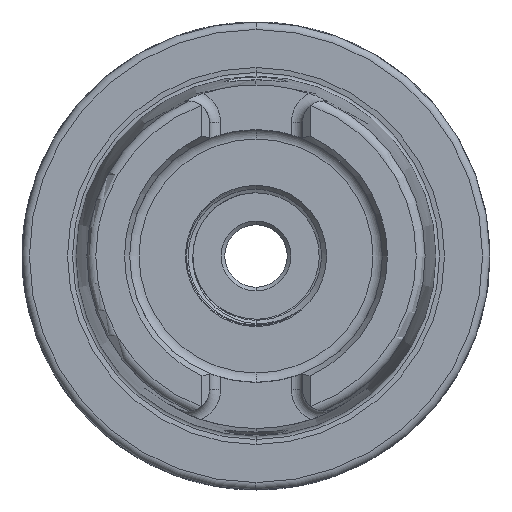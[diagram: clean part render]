
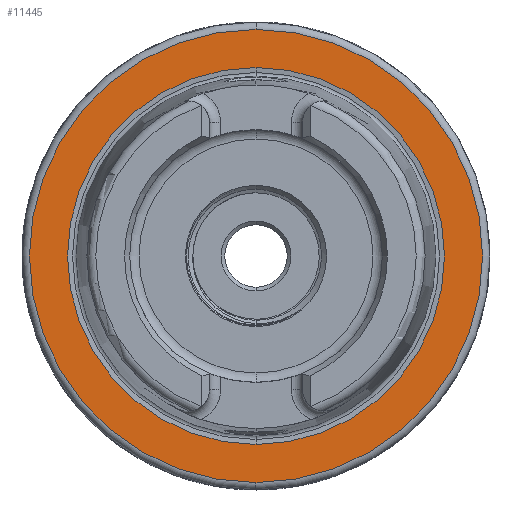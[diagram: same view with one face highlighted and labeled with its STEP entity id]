
A CAD part, left-side view. The second image highlights one B-rep face of the part: STEP entity #11445.
In plain terms, the highlighted planar face has unit normal (-1, 0, 0).
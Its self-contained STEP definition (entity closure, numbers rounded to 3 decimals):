
#1482 = CARTESIAN_POINT ( 'NONE',  ( 0., 0., 0. ) ) ;
#1487 = DIRECTION ( 'NONE',  ( 0., 0., -1. ) ) ;
#1497 = DIRECTION ( 'NONE',  ( 1., 0., 0. ) ) ;
#2522 = CIRCLE ( 'NONE', #13779, 30.5 ) ;
#2660 = CIRCLE ( 'NONE', #13812, 25.369 ) ;
#2728 = CIRCLE ( 'NONE', #13822, 30.5 ) ;
#4485 = DIRECTION ( 'NONE',  ( 1., 0., 0. ) ) ;
#4488 = DIRECTION ( 'NONE',  ( 0., 0., -1. ) ) ;
#4526 = CARTESIAN_POINT ( 'NONE',  ( 0., 0., 0. ) ) ;
#4976 = VERTEX_POINT ( 'NONE', #11564 ) ;
#4989 = VERTEX_POINT ( 'NONE', #11596 ) ;
#5015 = VERTEX_POINT ( 'NONE', #11583 ) ;
#5019 = VERTEX_POINT ( 'NONE', #11565 ) ;
#5650 = FACE_OUTER_BOUND ( 'NONE', #16171, .T. ) ;
#5657 = FACE_BOUND ( 'NONE', #16167, .T. ) ;
#5788 = CIRCLE ( 'NONE', #13660, 25.369 ) ;
#6702 = DIRECTION ( 'NONE',  ( 0., 0., 1. ) ) ;
#6727 = CARTESIAN_POINT ( 'NONE',  ( 0., 0., 0. ) ) ;
#6732 = DIRECTION ( 'NONE',  ( -1., 0., 0. ) ) ;
#11445 = ADVANCED_FACE ( 'NONE', ( #5650, #5657 ), #27976, .T. ) ;
#11564 = CARTESIAN_POINT ( 'NONE',  ( 0., 0., 30.5 ) ) ;
#11565 = CARTESIAN_POINT ( 'NONE',  ( 0., 0., -30.5 ) ) ;
#11583 = CARTESIAN_POINT ( 'NONE',  ( 0., 0., -25.369 ) ) ;
#11596 = CARTESIAN_POINT ( 'NONE',  ( 0., 0., 25.369 ) ) ;
#12307 = CARTESIAN_POINT ( 'NONE',  ( 0., 0., 0. ) ) ;
#12308 = DIRECTION ( 'NONE',  ( 0., 0., 1. ) ) ;
#12324 = DIRECTION ( 'NONE',  ( -1., 0., 0. ) ) ;
#13616 = AXIS2_PLACEMENT_3D ( 'NONE', #27980, #27982, #27988 ) ;
#13660 = AXIS2_PLACEMENT_3D ( 'NONE', #1482, #1497, #1487 ) ;
#13779 = AXIS2_PLACEMENT_3D ( 'NONE', #12307, #12324, #12308 ) ;
#13812 = AXIS2_PLACEMENT_3D ( 'NONE', #4526, #4485, #4488 ) ;
#13822 = AXIS2_PLACEMENT_3D ( 'NONE', #6727, #6732, #6702 ) ;
#15436 = ORIENTED_EDGE ( 'NONE', *, *, #24773, .T. ) ;
#15453 = ORIENTED_EDGE ( 'NONE', *, *, #24708, .T. ) ;
#15460 = ORIENTED_EDGE ( 'NONE', *, *, #20807, .T. ) ;
#15472 = ORIENTED_EDGE ( 'NONE', *, *, #19897, .T. ) ;
#16167 = EDGE_LOOP ( 'NONE', ( #15453, #15472 ) ) ;
#16171 = EDGE_LOOP ( 'NONE', ( #15436, #15460 ) ) ;
#19897 = EDGE_CURVE ( 'NONE', #5015, #4989, #5788, .T. ) ;
#20807 = EDGE_CURVE ( 'NONE', #5019, #4976, #2522, .T. ) ;
#24708 = EDGE_CURVE ( 'NONE', #4989, #5015, #2660, .T. ) ;
#24773 = EDGE_CURVE ( 'NONE', #4976, #5019, #2728, .T. ) ;
#27976 = PLANE ( 'NONE',  #13616 ) ;
#27980 = CARTESIAN_POINT ( 'NONE',  ( 0., 25.369, 0. ) ) ;
#27982 = DIRECTION ( 'NONE',  ( -1., 0., 0. ) ) ;
#27988 = DIRECTION ( 'NONE',  ( 0., 0., 1. ) ) ;
